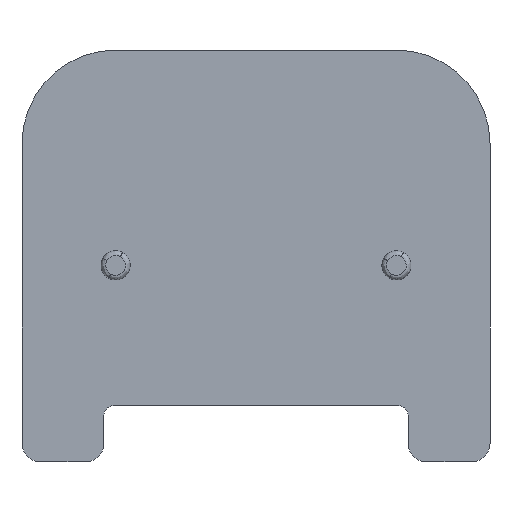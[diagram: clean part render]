
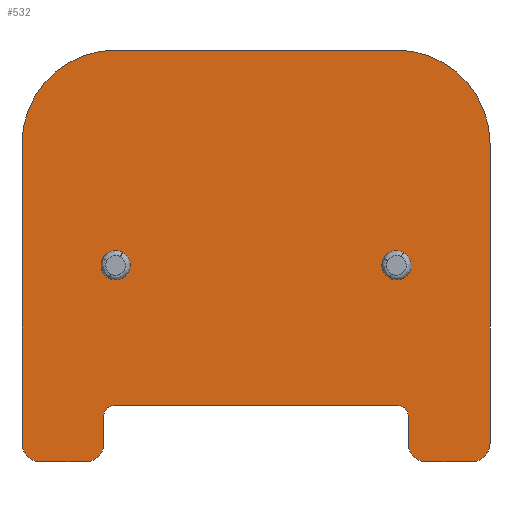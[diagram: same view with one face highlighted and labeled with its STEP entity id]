
A CAD part, left-side view. The second image highlights one B-rep face of the part: STEP entity #532.
In plain terms, the highlighted planar face has unit normal (-1, 0, 0).
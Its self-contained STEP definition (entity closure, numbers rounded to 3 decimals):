
#255=AXIS2_PLACEMENT_3D('Circle Axis2P3D',#253,#254,$) ;
#327=AXIS2_PLACEMENT_3D('Circle Axis2P3D',#325,#326,$) ;
#342=AXIS2_PLACEMENT_3D('Plane Axis2P3D',#339,#340,#341) ;
#346=AXIS2_PLACEMENT_3D('Circle Axis2P3D',#344,#345,$) ;
#362=AXIS2_PLACEMENT_3D('Circle Axis2P3D',#360,#361,$) ;
#376=AXIS2_PLACEMENT_3D('Circle Axis2P3D',#374,#375,$) ;
#390=AXIS2_PLACEMENT_3D('Circle Axis2P3D',#388,#389,$) ;
#404=AXIS2_PLACEMENT_3D('Circle Axis2P3D',#402,#403,$) ;
#418=AXIS2_PLACEMENT_3D('Circle Axis2P3D',#416,#417,$) ;
#432=AXIS2_PLACEMENT_3D('Circle Axis2P3D',#430,#431,$) ;
#446=AXIS2_PLACEMENT_3D('Circle Axis2P3D',#444,#445,$) ;
#253=CARTESIAN_POINT('Axis2P3D Location',(2.5,40.,21.)) ;
#257=CARTESIAN_POINT('Vertex',(2.5,40.,22.45)) ;
#259=CARTESIAN_POINT('Vertex',(2.5,40.,19.55)) ;
#325=CARTESIAN_POINT('Axis2P3D Location',(2.5,40.,21.)) ;
#339=CARTESIAN_POINT('Axis2P3D Location',(2.5,25.,6.)) ;
#344=CARTESIAN_POINT('Axis2P3D Location',(2.5,9.75,5.)) ;
#348=CARTESIAN_POINT('Vertex',(2.5,9.75,6.)) ;
#350=CARTESIAN_POINT('Vertex',(2.5,8.75,5.)) ;
#353=CARTESIAN_POINT('Line Origine',(2.5,8.75,3.5)) ;
#357=CARTESIAN_POINT('Vertex',(2.5,8.75,2.)) ;
#360=CARTESIAN_POINT('Axis2P3D Location',(2.5,6.75,2.)) ;
#364=CARTESIAN_POINT('Vertex',(2.5,6.75,0.)) ;
#367=CARTESIAN_POINT('Line Origine',(2.5,4.375,0.)) ;
#371=CARTESIAN_POINT('Vertex',(2.5,2.,0.)) ;
#374=CARTESIAN_POINT('Axis2P3D Location',(2.5,2.,2.)) ;
#378=CARTESIAN_POINT('Vertex',(2.5,0.,2.)) ;
#381=CARTESIAN_POINT('Line Origine',(2.5,0.,18.)) ;
#385=CARTESIAN_POINT('Vertex',(2.5,0.,34.)) ;
#388=CARTESIAN_POINT('Axis2P3D Location',(2.5,10.,34.)) ;
#392=CARTESIAN_POINT('Vertex',(2.5,10.,44.)) ;
#395=CARTESIAN_POINT('Line Origine',(2.5,25.,44.)) ;
#399=CARTESIAN_POINT('Vertex',(2.5,40.,44.)) ;
#402=CARTESIAN_POINT('Axis2P3D Location',(2.5,40.,34.)) ;
#406=CARTESIAN_POINT('Vertex',(2.5,50.,34.)) ;
#409=CARTESIAN_POINT('Line Origine',(2.5,50.,18.)) ;
#413=CARTESIAN_POINT('Vertex',(2.5,50.,2.)) ;
#416=CARTESIAN_POINT('Axis2P3D Location',(2.5,48.,2.)) ;
#420=CARTESIAN_POINT('Vertex',(2.5,48.,0.)) ;
#423=CARTESIAN_POINT('Line Origine',(2.5,45.625,0.)) ;
#427=CARTESIAN_POINT('Vertex',(2.5,43.25,0.)) ;
#430=CARTESIAN_POINT('Axis2P3D Location',(2.5,43.25,2.)) ;
#434=CARTESIAN_POINT('Vertex',(2.5,41.25,2.)) ;
#437=CARTESIAN_POINT('Line Origine',(2.5,41.25,3.5)) ;
#441=CARTESIAN_POINT('Vertex',(2.5,41.25,5.)) ;
#444=CARTESIAN_POINT('Axis2P3D Location',(2.5,40.25,5.)) ;
#448=CARTESIAN_POINT('Vertex',(2.5,40.25,6.)) ;
#451=CARTESIAN_POINT('Line Origine',(2.5,25.,6.)) ;
#479=CARTESIAN_POINT('Control Point',(2.5,10.,22.45)) ;
#480=CARTESIAN_POINT('Control Point',(2.5,10.177,22.45)) ;
#481=CARTESIAN_POINT('Control Point',(2.5,10.354,22.423)) ;
#482=CARTESIAN_POINT('Control Point',(2.5,10.525,22.369)) ;
#483=CARTESIAN_POINT('Control Point',(2.5,10.846,22.21)) ;
#484=CARTESIAN_POINT('Control Point',(2.5,11.106,21.963)) ;
#485=CARTESIAN_POINT('Control Point',(2.5,11.215,21.821)) ;
#486=CARTESIAN_POINT('Control Point',(2.5,11.387,21.507)) ;
#487=CARTESIAN_POINT('Control Point',(2.5,11.458,21.156)) ;
#488=CARTESIAN_POINT('Control Point',(2.5,11.466,20.976)) ;
#489=CARTESIAN_POINT('Control Point',(2.5,11.427,20.62)) ;
#490=CARTESIAN_POINT('Control Point',(2.5,11.284,20.292)) ;
#491=CARTESIAN_POINT('Control Point',(2.5,11.188,20.14)) ;
#492=CARTESIAN_POINT('Control Point',(2.5,10.952,19.871)) ;
#493=CARTESIAN_POINT('Control Point',(2.5,10.647,19.684)) ;
#494=CARTESIAN_POINT('Control Point',(2.5,10.481,19.615)) ;
#495=CARTESIAN_POINT('Control Point',(2.5,10.281,19.566)) ;
#496=CARTESIAN_POINT('Control Point',(2.5,10.079,19.552)) ;
#497=CARTESIAN_POINT('Control Point',(2.5,10.052,19.551)) ;
#498=CARTESIAN_POINT('Control Point',(2.5,10.026,19.55)) ;
#499=CARTESIAN_POINT('Control Point',(2.5,10.,19.55)) ;
#500=CARTESIAN_POINT('Vertex',(2.5,10.,22.45)) ;
#502=CARTESIAN_POINT('Vertex',(2.5,10.,19.55)) ;
#506=CARTESIAN_POINT('Control Point',(2.5,10.,19.55)) ;
#507=CARTESIAN_POINT('Control Point',(2.5,9.823,19.55)) ;
#508=CARTESIAN_POINT('Control Point',(2.5,9.646,19.577)) ;
#509=CARTESIAN_POINT('Control Point',(2.5,9.475,19.631)) ;
#510=CARTESIAN_POINT('Control Point',(2.5,9.154,19.79)) ;
#511=CARTESIAN_POINT('Control Point',(2.5,8.894,20.037)) ;
#512=CARTESIAN_POINT('Control Point',(2.5,8.785,20.179)) ;
#513=CARTESIAN_POINT('Control Point',(2.5,8.613,20.493)) ;
#514=CARTESIAN_POINT('Control Point',(2.5,8.542,20.844)) ;
#515=CARTESIAN_POINT('Control Point',(2.5,8.534,21.024)) ;
#516=CARTESIAN_POINT('Control Point',(2.5,8.573,21.38)) ;
#517=CARTESIAN_POINT('Control Point',(2.5,8.716,21.708)) ;
#518=CARTESIAN_POINT('Control Point',(2.5,8.812,21.86)) ;
#519=CARTESIAN_POINT('Control Point',(2.5,9.048,22.129)) ;
#520=CARTESIAN_POINT('Control Point',(2.5,9.353,22.316)) ;
#521=CARTESIAN_POINT('Control Point',(2.5,9.519,22.385)) ;
#522=CARTESIAN_POINT('Control Point',(2.5,9.719,22.434)) ;
#523=CARTESIAN_POINT('Control Point',(2.5,9.921,22.448)) ;
#524=CARTESIAN_POINT('Control Point',(2.5,9.948,22.449)) ;
#525=CARTESIAN_POINT('Control Point',(2.5,9.974,22.45)) ;
#526=CARTESIAN_POINT('Control Point',(2.5,10.,22.45)) ;
#254=DIRECTION('Axis2P3D Direction',(-1.,0.,0.)) ;
#326=DIRECTION('Axis2P3D Direction',(-1.,0.,0.)) ;
#340=DIRECTION('Axis2P3D Direction',(1.,0.,0.)) ;
#341=DIRECTION('Axis2P3D XDirection',(0.,0.,-1.)) ;
#345=DIRECTION('Axis2P3D Direction',(1.,0.,0.)) ;
#354=DIRECTION('Vector Direction',(0.,0.,-1.)) ;
#361=DIRECTION('Axis2P3D Direction',(1.,0.,0.)) ;
#368=DIRECTION('Vector Direction',(0.,1.,0.)) ;
#375=DIRECTION('Axis2P3D Direction',(1.,0.,0.)) ;
#382=DIRECTION('Vector Direction',(0.,0.,-1.)) ;
#389=DIRECTION('Axis2P3D Direction',(1.,0.,0.)) ;
#396=DIRECTION('Vector Direction',(0.,1.,0.)) ;
#403=DIRECTION('Axis2P3D Direction',(1.,0.,0.)) ;
#410=DIRECTION('Vector Direction',(0.,0.,-1.)) ;
#417=DIRECTION('Axis2P3D Direction',(1.,0.,0.)) ;
#424=DIRECTION('Vector Direction',(0.,1.,0.)) ;
#431=DIRECTION('Axis2P3D Direction',(1.,0.,0.)) ;
#438=DIRECTION('Vector Direction',(0.,0.,-1.)) ;
#445=DIRECTION('Axis2P3D Direction',(1.,0.,0.)) ;
#452=DIRECTION('Vector Direction',(0.,1.,0.)) ;
#355=VECTOR('Line Direction',#354,1.) ;
#369=VECTOR('Line Direction',#368,1.) ;
#383=VECTOR('Line Direction',#382,1.) ;
#397=VECTOR('Line Direction',#396,1.) ;
#411=VECTOR('Line Direction',#410,1.) ;
#425=VECTOR('Line Direction',#424,1.) ;
#439=VECTOR('Line Direction',#438,1.) ;
#453=VECTOR('Line Direction',#452,1.) ;
#457=ORIENTED_EDGE('',*,*,#352,.T.) ;
#458=ORIENTED_EDGE('',*,*,#359,.T.) ;
#459=ORIENTED_EDGE('',*,*,#366,.F.) ;
#460=ORIENTED_EDGE('',*,*,#373,.F.) ;
#461=ORIENTED_EDGE('',*,*,#380,.F.) ;
#462=ORIENTED_EDGE('',*,*,#387,.F.) ;
#463=ORIENTED_EDGE('',*,*,#394,.F.) ;
#464=ORIENTED_EDGE('',*,*,#401,.T.) ;
#465=ORIENTED_EDGE('',*,*,#408,.F.) ;
#466=ORIENTED_EDGE('',*,*,#415,.T.) ;
#467=ORIENTED_EDGE('',*,*,#422,.F.) ;
#468=ORIENTED_EDGE('',*,*,#429,.F.) ;
#469=ORIENTED_EDGE('',*,*,#436,.F.) ;
#470=ORIENTED_EDGE('',*,*,#443,.F.) ;
#471=ORIENTED_EDGE('',*,*,#450,.T.) ;
#472=ORIENTED_EDGE('',*,*,#455,.F.) ;
#475=ORIENTED_EDGE('',*,*,#261,.F.) ;
#476=ORIENTED_EDGE('',*,*,#329,.F.) ;
#529=ORIENTED_EDGE('',*,*,#504,.F.) ;
#530=ORIENTED_EDGE('',*,*,#527,.F.) ;
#477=FACE_BOUND('',#474,.T.) ;
#531=FACE_BOUND('',#528,.T.) ;
#532=ADVANCED_FACE('0302860000',(#473,#477,#531),#343,.F.) ;
#478=B_SPLINE_CURVE_WITH_KNOTS('',5,(#479,#480,#481,#482,#483,#484,#485,#486,#487,#488,#489,#490,#491,#492,#493,#494,#495,#496,#497,#498,#499),.UNSPECIFIED.,.F.,.U.,(6,3,3,3,3,3,6),(0.,1.251,2.503,3.754,5.005,6.257,6.442),.UNSPECIFIED.) ;
#505=B_SPLINE_CURVE_WITH_KNOTS('',5,(#506,#507,#508,#509,#510,#511,#512,#513,#514,#515,#516,#517,#518,#519,#520,#521,#522,#523,#524,#525,#526),.UNSPECIFIED.,.F.,.U.,(6,3,3,3,3,3,6),(0.,1.251,2.503,3.754,5.005,6.257,6.442),.UNSPECIFIED.) ;
#256=CIRCLE('generated circle',#255,1.45) ;
#328=CIRCLE('generated circle',#327,1.45) ;
#347=CIRCLE('generated circle',#346,1.) ;
#363=CIRCLE('generated circle',#362,2.) ;
#377=CIRCLE('generated circle',#376,2.) ;
#391=CIRCLE('generated circle',#390,10.) ;
#405=CIRCLE('generated circle',#404,10.) ;
#419=CIRCLE('generated circle',#418,2.) ;
#433=CIRCLE('generated circle',#432,2.) ;
#447=CIRCLE('generated circle',#446,1.) ;
#261=EDGE_CURVE('',#258,#260,#256,.T.) ;
#329=EDGE_CURVE('',#260,#258,#328,.T.) ;
#352=EDGE_CURVE('',#349,#351,#347,.T.) ;
#359=EDGE_CURVE('',#351,#358,#356,.T.) ;
#366=EDGE_CURVE('',#365,#358,#363,.T.) ;
#373=EDGE_CURVE('',#372,#365,#370,.T.) ;
#380=EDGE_CURVE('',#379,#372,#377,.T.) ;
#387=EDGE_CURVE('',#386,#379,#384,.T.) ;
#394=EDGE_CURVE('',#393,#386,#391,.T.) ;
#401=EDGE_CURVE('',#393,#400,#398,.T.) ;
#408=EDGE_CURVE('',#407,#400,#405,.T.) ;
#415=EDGE_CURVE('',#407,#414,#412,.T.) ;
#422=EDGE_CURVE('',#421,#414,#419,.T.) ;
#429=EDGE_CURVE('',#428,#421,#426,.T.) ;
#436=EDGE_CURVE('',#435,#428,#433,.T.) ;
#443=EDGE_CURVE('',#442,#435,#440,.T.) ;
#450=EDGE_CURVE('',#442,#449,#447,.T.) ;
#455=EDGE_CURVE('',#349,#449,#454,.T.) ;
#504=EDGE_CURVE('',#501,#503,#478,.T.) ;
#527=EDGE_CURVE('',#503,#501,#505,.T.) ;
#456=EDGE_LOOP('',(#457,#458,#459,#460,#461,#462,#463,#464,#465,#466,#467,#468,#469,#470,#471,#472)) ;
#474=EDGE_LOOP('',(#475,#476)) ;
#528=EDGE_LOOP('',(#529,#530)) ;
#473=FACE_OUTER_BOUND('',#456,.T.) ;
#356=LINE('Line',#353,#355) ;
#370=LINE('Line',#367,#369) ;
#384=LINE('Line',#381,#383) ;
#398=LINE('Line',#395,#397) ;
#412=LINE('Line',#409,#411) ;
#426=LINE('Line',#423,#425) ;
#440=LINE('Line',#437,#439) ;
#454=LINE('Line',#451,#453) ;
#343=PLANE('',#342) ;
#258=VERTEX_POINT('',#257) ;
#260=VERTEX_POINT('',#259) ;
#349=VERTEX_POINT('',#348) ;
#351=VERTEX_POINT('',#350) ;
#358=VERTEX_POINT('',#357) ;
#365=VERTEX_POINT('',#364) ;
#372=VERTEX_POINT('',#371) ;
#379=VERTEX_POINT('',#378) ;
#386=VERTEX_POINT('',#385) ;
#393=VERTEX_POINT('',#392) ;
#400=VERTEX_POINT('',#399) ;
#407=VERTEX_POINT('',#406) ;
#414=VERTEX_POINT('',#413) ;
#421=VERTEX_POINT('',#420) ;
#428=VERTEX_POINT('',#427) ;
#435=VERTEX_POINT('',#434) ;
#442=VERTEX_POINT('',#441) ;
#449=VERTEX_POINT('',#448) ;
#501=VERTEX_POINT('',#500) ;
#503=VERTEX_POINT('',#502) ;
